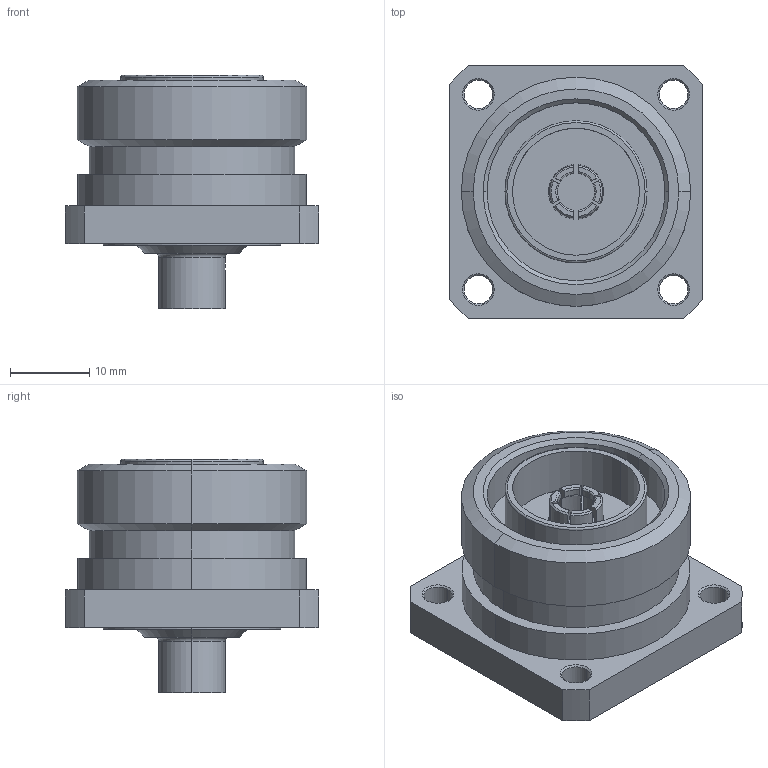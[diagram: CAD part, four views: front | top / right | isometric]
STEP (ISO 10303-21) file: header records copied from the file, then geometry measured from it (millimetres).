
FILE_DESCRIPTION (( 'STEP AP214' ), '1' );
FILE_NAME ('J01121A0102.STEP', '2011-04-12T09:52:13', ( 'markiewicz' ), ( '' ), 'SwSTEP 2.0', 'SolidWorks 2010', '' );
FILE_SCHEMA (( 'AUTOMOTIVE_DESIGN' ));
Length unit declared in the file: millimetre
Products named in the file (1): J01121A0102
Bounding box: 32 x 32 x 29.5 mm (x, y, z)
Volume: 12754.5 mm3; surface area: 6077.8 mm2
Topology: 1 solids, 1 shells, 141 faces, 334 edges, 211 vertices
Faces by surface type: cylinder 57, cone 39, plane 34, torus 11
Entity records: 5704 total; most frequent: CARTESIAN_POINT 897, DIRECTION 706, ORIENTED_EDGE 668, EDGE_CURVE 334, AXIS2_PLACEMENT_3D 284, VERTEX_POINT 211, EDGE_LOOP 165, CIRCLE 142
